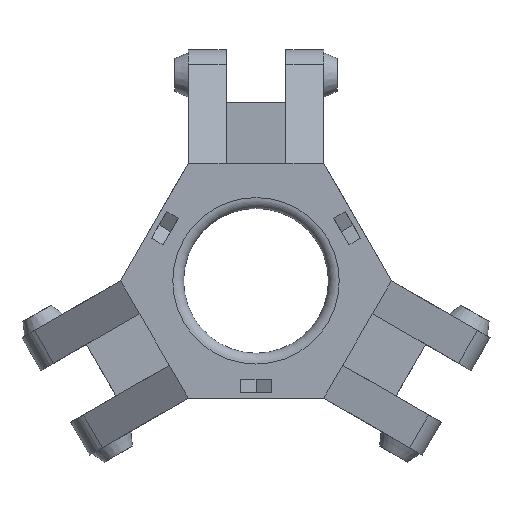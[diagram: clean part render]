
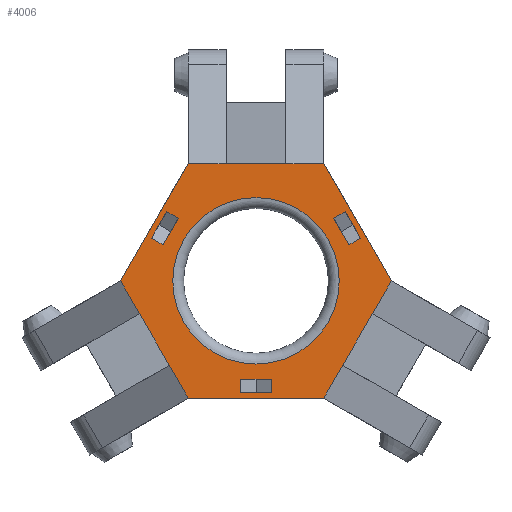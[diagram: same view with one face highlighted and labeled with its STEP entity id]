
A CAD part, front view. The second image highlights one B-rep face of the part: STEP entity #4006.
In plain terms, the highlighted planar face has unit normal (0, -1, 0).
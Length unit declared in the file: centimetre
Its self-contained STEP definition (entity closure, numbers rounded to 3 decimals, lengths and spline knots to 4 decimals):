
#85=LINE($,#6060,#469);
#86=LINE($,#6062,#470);
#87=LINE($,#6064,#471);
#88=LINE($,#6065,#472);
#89=LINE($,#6068,#473);
#90=LINE($,#6070,#474);
#91=LINE($,#6072,#475);
#92=LINE($,#6074,#476);
#93=LINE($,#6076,#477);
#94=LINE($,#6078,#478);
#95=LINE($,#6080,#479);
#96=LINE($,#6082,#480);
#97=LINE($,#6084,#481);
#98=LINE($,#6086,#482);
#99=LINE($,#6088,#483);
#100=LINE($,#6089,#484);
#101=LINE($,#6092,#485);
#102=LINE($,#6094,#486);
#103=LINE($,#6096,#487);
#104=LINE($,#6097,#488);
#105=LINE($,#6100,#489);
#106=LINE($,#6102,#490);
#107=LINE($,#6104,#491);
#108=LINE($,#6105,#492);
#469=VECTOR($,#4664,1.);
#470=VECTOR($,#4665,1.);
#471=VECTOR($,#4666,1.);
#472=VECTOR($,#4667,1.);
#473=VECTOR($,#4668,1.);
#474=VECTOR($,#4669,1.);
#475=VECTOR($,#4670,1.);
#476=VECTOR($,#4671,1.);
#477=VECTOR($,#4672,1.);
#478=VECTOR($,#4673,1.);
#479=VECTOR($,#4674,1.);
#480=VECTOR($,#4675,1.);
#481=VECTOR($,#4676,1.);
#482=VECTOR($,#4677,1.);
#483=VECTOR($,#4678,1.);
#484=VECTOR($,#4679,1.);
#485=VECTOR($,#4680,1.);
#486=VECTOR($,#4681,1.);
#487=VECTOR($,#4682,1.);
#488=VECTOR($,#4683,1.);
#489=VECTOR($,#4684,1.);
#490=VECTOR($,#4685,1.);
#491=VECTOR($,#4686,1.);
#492=VECTOR($,#4687,1.);
#853=PLANE($,#4254);
#1038=FACE_BOUND($,#1365,.T.);
#1039=FACE_BOUND($,#1366,.T.);
#1040=FACE_BOUND($,#1367,.T.);
#1041=FACE_BOUND($,#1368,.T.);
#1042=FACE_BOUND($,#1369,.T.);
#1365=EDGE_LOOP($,(#2824,#2825,#2826,#2827));
#1366=EDGE_LOOP($,(#2828,#2829,#2830,#2831,#2832,#2833,#2834,#2835,#2836,
#2837,#2838,#2839));
#1367=EDGE_LOOP($,(#2840,#2841,#2842,#2843));
#1368=EDGE_LOOP($,(#2844,#2845,#2846,#2847));
#1369=EDGE_LOOP($,(#2848));
#1681=CIRCLE($,#4251,1.5361);
#1846=VERTEX_POINT($,#5842);
#1854=VERTEX_POINT($,#6058);
#1855=VERTEX_POINT($,#6059);
#1856=VERTEX_POINT($,#6061);
#1857=VERTEX_POINT($,#6063);
#1858=VERTEX_POINT($,#6066);
#1859=VERTEX_POINT($,#6067);
#1860=VERTEX_POINT($,#6069);
#1861=VERTEX_POINT($,#6071);
#1862=VERTEX_POINT($,#6073);
#1863=VERTEX_POINT($,#6075);
#1864=VERTEX_POINT($,#6077);
#1865=VERTEX_POINT($,#6079);
#1866=VERTEX_POINT($,#6081);
#1867=VERTEX_POINT($,#6083);
#1868=VERTEX_POINT($,#6085);
#1869=VERTEX_POINT($,#6087);
#1870=VERTEX_POINT($,#6090);
#1871=VERTEX_POINT($,#6091);
#1872=VERTEX_POINT($,#6093);
#1873=VERTEX_POINT($,#6095);
#1874=VERTEX_POINT($,#6098);
#1875=VERTEX_POINT($,#6099);
#1876=VERTEX_POINT($,#6101);
#1877=VERTEX_POINT($,#6103);
#2233=EDGE_CURVE($,#1846,#1846,#1681,.T.);
#2241=EDGE_CURVE($,#1854,#1855,#85,.T.);
#2242=EDGE_CURVE($,#1856,#1854,#86,.T.);
#2243=EDGE_CURVE($,#1857,#1856,#87,.T.);
#2244=EDGE_CURVE($,#1855,#1857,#88,.T.);
#2245=EDGE_CURVE($,#1858,#1859,#89,.T.);
#2246=EDGE_CURVE($,#1859,#1860,#90,.T.);
#2247=EDGE_CURVE($,#1860,#1861,#91,.T.);
#2248=EDGE_CURVE($,#1861,#1862,#92,.T.);
#2249=EDGE_CURVE($,#1862,#1863,#93,.T.);
#2250=EDGE_CURVE($,#1863,#1864,#94,.T.);
#2251=EDGE_CURVE($,#1864,#1865,#95,.T.);
#2252=EDGE_CURVE($,#1865,#1866,#96,.T.);
#2253=EDGE_CURVE($,#1866,#1867,#97,.T.);
#2254=EDGE_CURVE($,#1867,#1868,#98,.T.);
#2255=EDGE_CURVE($,#1868,#1869,#99,.T.);
#2256=EDGE_CURVE($,#1869,#1858,#100,.T.);
#2257=EDGE_CURVE($,#1870,#1871,#101,.T.);
#2258=EDGE_CURVE($,#1871,#1872,#102,.T.);
#2259=EDGE_CURVE($,#1872,#1873,#103,.T.);
#2260=EDGE_CURVE($,#1873,#1870,#104,.T.);
#2261=EDGE_CURVE($,#1874,#1875,#105,.T.);
#2262=EDGE_CURVE($,#1876,#1874,#106,.T.);
#2263=EDGE_CURVE($,#1877,#1876,#107,.T.);
#2264=EDGE_CURVE($,#1875,#1877,#108,.T.);
#2824=ORIENTED_EDGE($,*,*,#2241,.F.);
#2825=ORIENTED_EDGE($,*,*,#2242,.F.);
#2826=ORIENTED_EDGE($,*,*,#2243,.F.);
#2827=ORIENTED_EDGE($,*,*,#2244,.F.);
#2828=ORIENTED_EDGE($,*,*,#2245,.T.);
#2829=ORIENTED_EDGE($,*,*,#2246,.T.);
#2830=ORIENTED_EDGE($,*,*,#2247,.T.);
#2831=ORIENTED_EDGE($,*,*,#2248,.T.);
#2832=ORIENTED_EDGE($,*,*,#2249,.T.);
#2833=ORIENTED_EDGE($,*,*,#2250,.T.);
#2834=ORIENTED_EDGE($,*,*,#2251,.T.);
#2835=ORIENTED_EDGE($,*,*,#2252,.T.);
#2836=ORIENTED_EDGE($,*,*,#2253,.T.);
#2837=ORIENTED_EDGE($,*,*,#2254,.T.);
#2838=ORIENTED_EDGE($,*,*,#2255,.T.);
#2839=ORIENTED_EDGE($,*,*,#2256,.T.);
#2840=ORIENTED_EDGE($,*,*,#2257,.T.);
#2841=ORIENTED_EDGE($,*,*,#2258,.T.);
#2842=ORIENTED_EDGE($,*,*,#2259,.T.);
#2843=ORIENTED_EDGE($,*,*,#2260,.T.);
#2844=ORIENTED_EDGE($,*,*,#2261,.F.);
#2845=ORIENTED_EDGE($,*,*,#2262,.F.);
#2846=ORIENTED_EDGE($,*,*,#2263,.F.);
#2847=ORIENTED_EDGE($,*,*,#2264,.F.);
#2848=ORIENTED_EDGE($,*,*,#2233,.F.);
#4006=ADVANCED_FACE($,(#1038,#1039,#1040,#1041,#1042),#853,.T.);
#4251=AXIS2_PLACEMENT_3D($,#5843,#4656,#4657);
#4254=AXIS2_PLACEMENT_3D($,#6057,#4662,#4663);
#4656=DIRECTION('center_axis',(0.,-1.,0.));
#4657=DIRECTION('ref_axis',(0.,0.,-1.));
#4662=DIRECTION('center_axis',(0.,-1.,0.));
#4663=DIRECTION('ref_axis',(0.,0.,-1.));
#4664=DIRECTION($,(0.5,0.,0.866));
#4665=DIRECTION($,(0.866,0.,-0.5));
#4666=DIRECTION($,(-0.5,0.,-0.866));
#4667=DIRECTION($,(-0.866,0.,0.5));
#4668=DIRECTION($,(-0.5,0.,0.866));
#4669=DIRECTION($,(-1.,0.,0.));
#4670=DIRECTION($,(-1.,0.,0.));
#4671=DIRECTION($,(-1.,0.,0.));
#4672=DIRECTION($,(-0.5,0.,-0.866));
#4673=DIRECTION($,(0.5,0.,-0.866));
#4674=DIRECTION($,(0.5,0.,-0.866));
#4675=DIRECTION($,(0.5,0.,-0.866));
#4676=DIRECTION($,(1.,0.,0.));
#4677=DIRECTION($,(0.5,0.,0.866));
#4678=DIRECTION($,(0.5,0.,0.866));
#4679=DIRECTION($,(0.5,0.,0.866));
#4680=DIRECTION($,(-0.5,0.,0.866));
#4681=DIRECTION($,(0.866,0.,0.5));
#4682=DIRECTION($,(0.5,0.,-0.866));
#4683=DIRECTION($,(-0.866,0.,-0.5));
#4684=DIRECTION($,(-1.,0.,0.));
#4685=DIRECTION($,(0.,0.,1.));
#4686=DIRECTION($,(1.,0.,0.));
#4687=DIRECTION($,(0.,0.,-1.));
#5842=CARTESIAN_POINT('',(0.,-1.5,1.5361));
#5843=CARTESIAN_POINT('Origin',(0.,-1.5,0.));
#6057=CARTESIAN_POINT('Origin',(0.,-1.5,0.));
#6058=CARTESIAN_POINT('',(-1.7131,-1.5,0.6629));
#6059=CARTESIAN_POINT('',(-1.4306,-1.5,1.1522));
#6060=CARTESIAN_POINT($,(-1.5719,-1.5,0.9075));
#6061=CARTESIAN_POINT('',(-1.9296,-1.5,0.7879));
#6062=CARTESIAN_POINT($,(-0.9813,-1.5,0.2404));
#6063=CARTESIAN_POINT('',(-1.6471,-1.5,1.2772));
#6064=CARTESIAN_POINT($,(-1.7884,-1.5,1.0325));
#6065=CARTESIAN_POINT($,(-0.6988,-1.5,0.7297));
#6066=CARTESIAN_POINT('',(2.5,-1.5,0.));
#6067=CARTESIAN_POINT('',(1.25,-1.5,2.1651));
#6068=CARTESIAN_POINT($,(1.25,-1.5,2.1651));
#6069=CARTESIAN_POINT('',(0.55,-1.5,2.1651));
#6070=CARTESIAN_POINT($,(-1.25,-1.5,2.1651));
#6071=CARTESIAN_POINT('',(-0.55,-1.5,2.1651));
#6072=CARTESIAN_POINT($,(-1.25,-1.5,2.1651));
#6073=CARTESIAN_POINT('',(-1.25,-1.5,2.1651));
#6074=CARTESIAN_POINT($,(-0.625,-1.5,2.1651));
#6075=CARTESIAN_POINT('',(-2.5,-1.5,0.));
#6076=CARTESIAN_POINT($,(-2.5,-1.5,0.));
#6077=CARTESIAN_POINT('',(-2.15,-1.5,-0.6062));
#6078=CARTESIAN_POINT($,(-1.25,-1.5,-2.1651));
#6079=CARTESIAN_POINT('',(-1.6,-1.5,-1.5588));
#6080=CARTESIAN_POINT($,(-1.25,-1.5,-2.1651));
#6081=CARTESIAN_POINT('',(-1.25,-1.5,-2.1651));
#6082=CARTESIAN_POINT($,(-1.25,-1.5,-2.1651));
#6083=CARTESIAN_POINT('',(1.25,-1.5,-2.1651));
#6084=CARTESIAN_POINT($,(1.25,-1.5,-2.1651));
#6085=CARTESIAN_POINT('',(1.6,-1.5,-1.5588));
#6086=CARTESIAN_POINT($,(2.5,-1.5,0.));
#6087=CARTESIAN_POINT('',(2.15,-1.5,-0.6062));
#6088=CARTESIAN_POINT($,(2.5,-1.5,0.));
#6089=CARTESIAN_POINT($,(2.5,-1.5,0.));
#6090=CARTESIAN_POINT('',(1.7131,-1.5,0.6629));
#6091=CARTESIAN_POINT('',(1.4306,-1.5,1.1522));
#6092=CARTESIAN_POINT($,(1.5719,-1.5,0.9075));
#6093=CARTESIAN_POINT('',(1.6471,-1.5,1.2772));
#6094=CARTESIAN_POINT($,(0.6988,-1.5,0.7297));
#6095=CARTESIAN_POINT('',(1.9296,-1.5,0.7879));
#6096=CARTESIAN_POINT($,(1.7884,-1.5,1.0325));
#6097=CARTESIAN_POINT($,(0.9813,-1.5,0.2404));
#6098=CARTESIAN_POINT('',(0.2825,-1.5,-1.8151));
#6099=CARTESIAN_POINT('',(-0.2825,-1.5,-1.8151));
#6100=CARTESIAN_POINT($,(0.,-1.5,-1.8151));
#6101=CARTESIAN_POINT('',(0.2825,-1.5,-2.0651));
#6102=CARTESIAN_POINT($,(0.2825,-1.5,-0.97));
#6103=CARTESIAN_POINT('',(-0.2825,-1.5,-2.0651));
#6104=CARTESIAN_POINT($,(0.,-1.5,-2.0651));
#6105=CARTESIAN_POINT($,(-0.2825,-1.5,-0.97));
